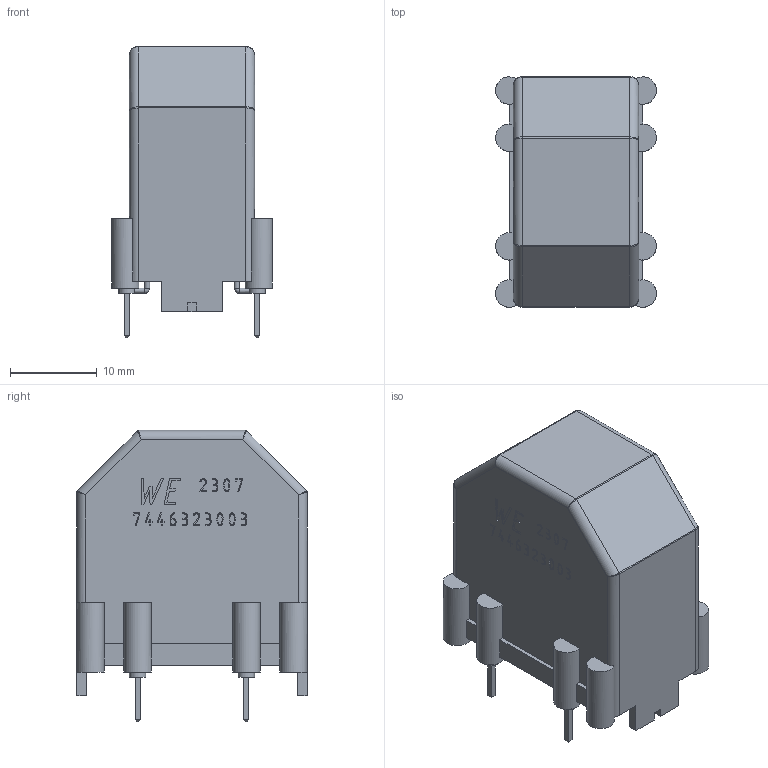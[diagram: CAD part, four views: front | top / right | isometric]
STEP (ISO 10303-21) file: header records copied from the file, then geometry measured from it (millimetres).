
FILE_DESCRIPTION(/* description */ ('Unknown','CAx-IF Rec.Pracs.---Representation and Presentation of Product Manufacturing Information (PMI)---4.0---2014-10-13','CAx-IF Rec.Pracs.---3D Tessellated Geometry---0.4---2014-09-14','2;1'),/* implementation_level */ '2;1');
FILE_NAME(/* name */ 'L_Wurth_WE-LF-TypeLV',/* time_stamp */ '2025-03-18T13:58:41+08:00',/* author */ ('Unknown'),/* organization */ ('Unknown'),/* preprocessor_version */ 'ST-DEVELOPER v16.7',/* originating_system */ 'Solid Edge',/* authorisation */ 'Unknown');
FILE_SCHEMA (('AP242_MANAGED_MODEL_BASED_3D_ENGINEERING_MIM_LF { 1 0 10303 442 1 1 4 }'));
Length unit declared in the file: metre
Products named in the file (2): L_Wurth_WE-LF-TypeLV
Assembly tree (1 placements, depth 2):
  L_Wurth_WE-LF-TypeLV
    L_Wurth_WE-LF-TypeLV
Bounding box: 18.5 x 26.5 x 33.5 mm (x, y, z)
Volume: 4983.1 mm3; surface area: 7411.1 mm2
Topology: 2 solids, 2 shells, 506 faces, 1174 edges, 696 vertices
Faces by surface type: plane 225, cylinder 136, bspline 85, torus 60
Full cylindrical faces by diameter (mm): 0.6 x102, 1.9 x4, 3.15 x8, 10 x1, 20 x1
Entity records: 25947 total; most frequent: CARTESIAN_POINT 12461, DIRECTION 1934, ORIENTED_EDGE 1836, EDGE_CURVE 918, EDGE_LOOP 760, FACE_BOUND 760, AXIS2_PLACEMENT_3D 693, VERTEX_POINT 676
